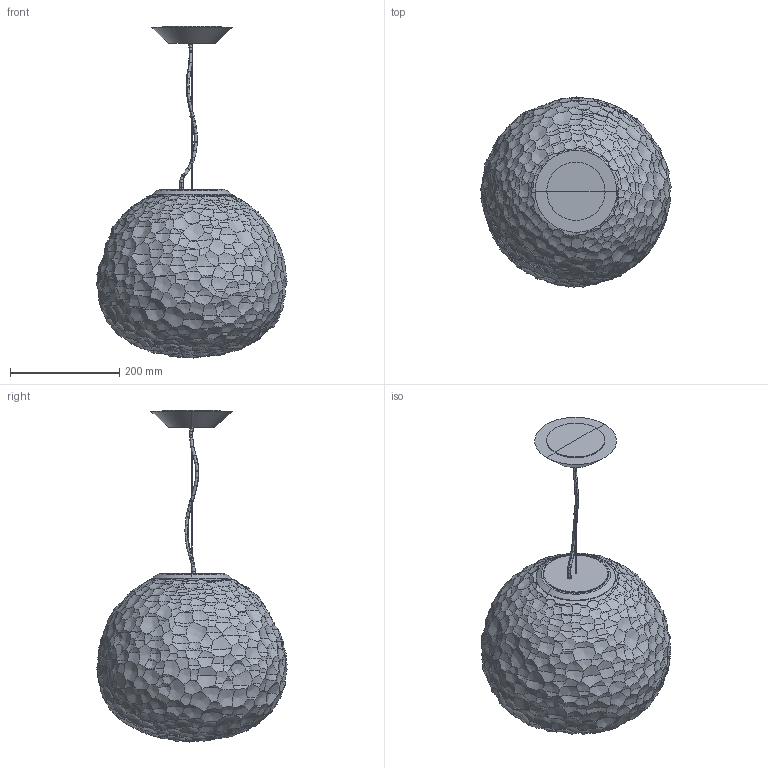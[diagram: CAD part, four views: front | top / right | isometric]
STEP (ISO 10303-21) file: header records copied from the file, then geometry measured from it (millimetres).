
FILE_DESCRIPTION(/* description */ (''),/* implementation_level */ '2;1');
FILE_NAME(/* name */ 'METEORITE 35 SOSPENSIONE',/* time_stamp */ '2015-03-13T10:58:35+01:00',/* author */ (''),/* organization */ (''),/* preprocessor_version */ 'ST-DEVELOPER v10',/* originating_system */ '',/* authorisation */ '');
FILE_SCHEMA (('CONFIG_CONTROL_DESIGN'));
Length unit declared in the file: millimetre
Products named in the file (3): 1; 2; 3
Assembly tree (2 placements, depth 2):
  1
    2
    3
Bounding box: 348.85 x 348.88 x 608.31 mm (x, y, z)
Volume: 599192.3 mm3; surface area: 460558.6 mm2
Topology: 6 solids, 7 shells, 1295 faces, 3841 edges, 2545 vertices
Faces by surface type: bspline 1280, plane 15
Entity records: 82363 total; most frequent: CARTESIAN_POINT 60931, ORIENTED_EDGE 7641, EDGE_CURVE 3837, B_SPLINE_CURVE_WITH_KNOTS 3165, VERTEX_POINT 2547, EDGE_LOOP 1298, ADVANCED_FACE 1295, FACE_OUTER_BOUND 1295
